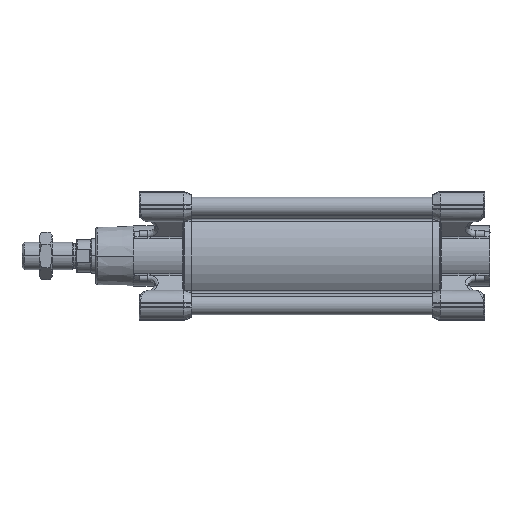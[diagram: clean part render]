
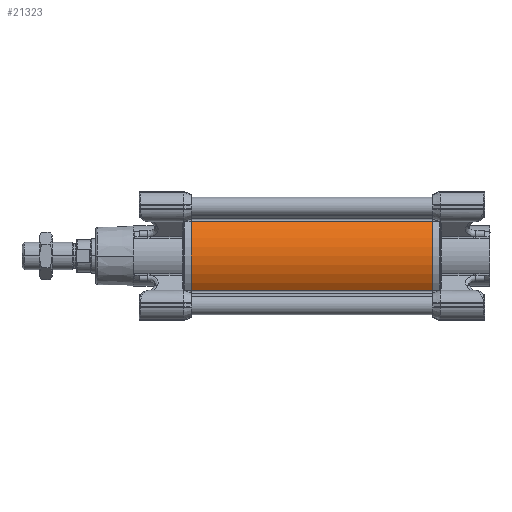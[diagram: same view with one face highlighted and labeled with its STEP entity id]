
A CAD part, left-side view. The second image highlights one B-rep face of the part: STEP entity #21323.
In plain terms, the highlighted cylindrical face has radius 42.5 mm (diameter 85 mm), a partial arc.
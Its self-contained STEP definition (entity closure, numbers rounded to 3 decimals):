
#2605 = CARTESIAN_POINT ( 'NONE',  ( -34.081, 215., -25.391 ) ) ;
#5665 = LINE ( 'NONE', #69384, #48568 ) ;
#7062 = AXIS2_PLACEMENT_3D ( 'NONE', #68697, #40487, #77731 ) ;
#9920 = EDGE_CURVE ( 'NONE', #110747, #48460, #85242, .T. ) ;
#20654 = DIRECTION ( 'NONE',  ( 0., 1., 0. ) ) ;
#21309 = ORIENTED_EDGE ( 'NONE', *, *, #41974, .F. ) ;
#21323 = ADVANCED_FACE ( 'NONE', ( #94550 ), #67504, .T. ) ;
#27207 = ORIENTED_EDGE ( 'NONE', *, *, #95840, .T. ) ;
#27653 = AXIS2_PLACEMENT_3D ( 'NONE', #44390, #87259, #71446 ) ;
#29069 = CARTESIAN_POINT ( 'NONE',  ( 0., 163., 0. ) ) ;
#37719 = EDGE_LOOP ( 'NONE', ( #27207, #73096, #21309, #95453 ) ) ;
#39170 = CIRCLE ( 'NONE', #27653, 42.5 ) ;
#39498 = VECTOR ( 'NONE', #59984, 1000. ) ;
#40487 = DIRECTION ( 'NONE',  ( 0., -1., 0. ) ) ;
#41974 = EDGE_CURVE ( 'NONE', #110747, #69484, #39170, .T. ) ;
#44390 = CARTESIAN_POINT ( 'NONE',  ( 0., 38., 0. ) ) ;
#48460 = VERTEX_POINT ( 'NONE', #50019 ) ;
#48568 = VECTOR ( 'NONE', #68789, 1000. ) ;
#50019 = CARTESIAN_POINT ( 'NONE',  ( -34.081, 215., 25.391 ) ) ;
#58962 = EDGE_CURVE ( 'NONE', #69484, #73954, #5665, .T. ) ;
#59984 = DIRECTION ( 'NONE',  ( 0., 1., 0. ) ) ;
#67211 = CARTESIAN_POINT ( 'NONE',  ( -34.081, 163., 25.391 ) ) ;
#67504 = CYLINDRICAL_SURFACE ( 'NONE', #70270, 42.5 ) ;
#68697 = CARTESIAN_POINT ( 'NONE',  ( 0., 215., 0. ) ) ;
#68789 = DIRECTION ( 'NONE',  ( 0., 1., 0. ) ) ;
#69384 = CARTESIAN_POINT ( 'NONE',  ( -34.081, 163., -25.391 ) ) ;
#69484 = VERTEX_POINT ( 'NONE', #82125 ) ;
#70270 = AXIS2_PLACEMENT_3D ( 'NONE', #29069, #20654, #93956 ) ;
#71446 = DIRECTION ( 'NONE',  ( 0., 0., -1. ) ) ;
#73096 = ORIENTED_EDGE ( 'NONE', *, *, #58962, .F. ) ;
#73954 = VERTEX_POINT ( 'NONE', #2605 ) ;
#77731 = DIRECTION ( 'NONE',  ( 0., 0., -1. ) ) ;
#81983 = CIRCLE ( 'NONE', #7062, 42.5 ) ;
#82125 = CARTESIAN_POINT ( 'NONE',  ( -34.081, 38., -25.391 ) ) ;
#85242 = LINE ( 'NONE', #67211, #39498 ) ;
#87259 = DIRECTION ( 'NONE',  ( 0., -1., 0. ) ) ;
#93956 = DIRECTION ( 'NONE',  ( 0., 0., 1. ) ) ;
#94550 = FACE_OUTER_BOUND ( 'NONE', #37719, .T. ) ;
#95453 = ORIENTED_EDGE ( 'NONE', *, *, #9920, .T. ) ;
#95840 = EDGE_CURVE ( 'NONE', #48460, #73954, #81983, .T. ) ;
#99491 = CARTESIAN_POINT ( 'NONE',  ( -34.081, 38., 25.391 ) ) ;
#110747 = VERTEX_POINT ( 'NONE', #99491 ) ;
